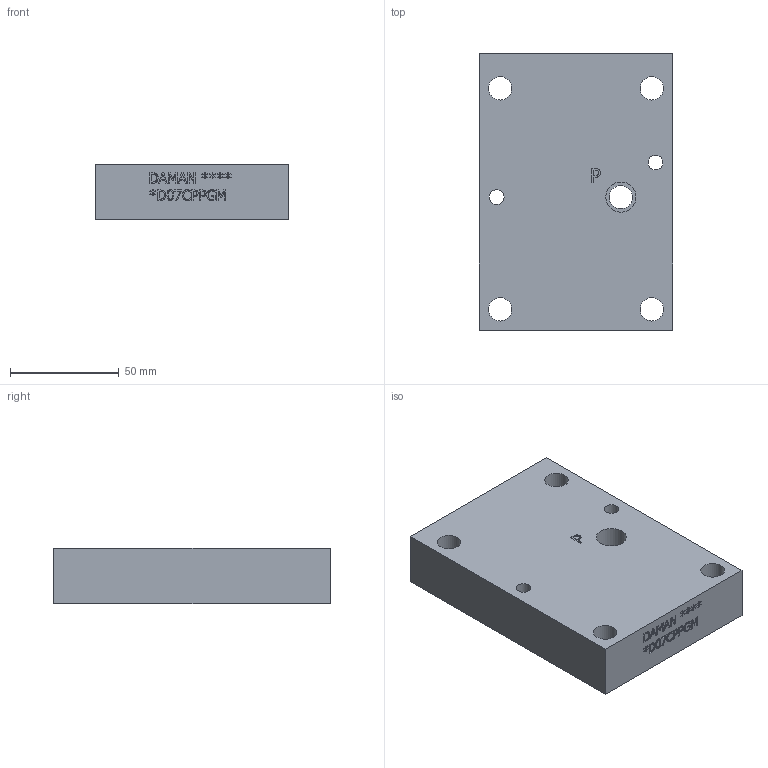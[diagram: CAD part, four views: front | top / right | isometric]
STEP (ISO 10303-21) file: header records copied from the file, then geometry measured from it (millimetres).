
FILE_DESCRIPTION(/* description */ (''),/* implementation_level */ '2;1');
FILE_NAME(/* name */ '_D07CPPGM.stp',/* time_stamp */ '2021-12-08T09:32:06-05:00',/* author */ ('jrf'),/* organization */ (''),/* preprocessor_version */ 'ST-DEVELOPER v18',/* originating_system */ 'Autodesk Inventor 2020',/* authorisation */ '');
FILE_SCHEMA (('AUTOMOTIVE_DESIGN { 1 0 10303 214 3 1 1 }'));
Length unit declared in the file: inch
Products named in the file (1): _D07CPPGM
Bounding box: 88.9 x 127 x 25.4 mm (x, y, z)
Volume: 266875 mm3; surface area: 39072.1 mm2
Topology: 1 solids, 1 shells, 342 faces, 941 edges, 635 vertices
Faces by surface type: plane 242, bspline 82, cylinder 16, cone 2
Full cylindrical faces by diameter (mm): 3.175 x2, 6.807 x2, 10.719 x1, 10.795 x4, 11.125 x2, 13.868 x1, 25.4 x4
Entity records: 11538 total; most frequent: CARTESIAN_POINT 3233, ORIENTED_EDGE 1878, DIRECTION 1354, EDGE_CURVE 939, LINE 718, VECTOR 718, VERTEX_POINT 635, EDGE_LOOP 392
